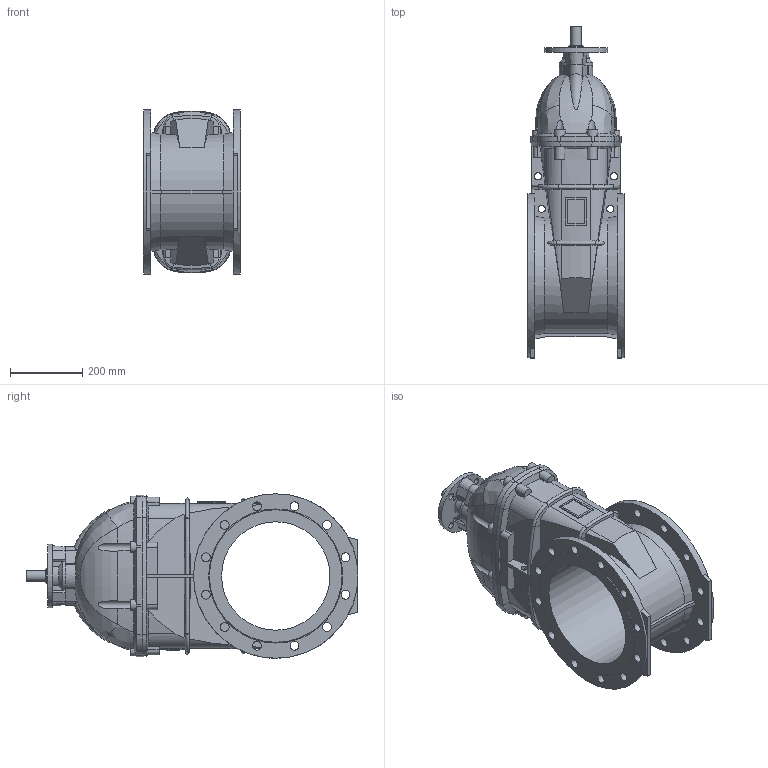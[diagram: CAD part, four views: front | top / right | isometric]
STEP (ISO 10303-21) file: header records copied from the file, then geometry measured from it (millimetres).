
FILE_DESCRIPTION (( 'STEP AP203' ), '1' );
FILE_NAME ('O_15_42_DN300_00_step.STEP', '2015-05-21T02:09:08', ( '' ), ( '' ), 'SwSTEP 2.0', 'SolidWorks 2012', '' );
FILE_SCHEMA (( 'CONFIG_CONTROL_DESIGN' ));
Length unit declared in the file: millimetre
Products named in the file (1): O_15_42_DN300_00_step
Bounding box: 270 x 918.5 x 455 mm (x, y, z)
Volume: 36935069.3 mm3; surface area: 1568998.7 mm2
Topology: 1 solids, 1 shells, 444 faces, 1234 edges, 800 vertices
Faces by surface type: plane 144, cylinder 122, cone 94, bspline 62, torus 22
Full cylindrical faces by diameter (mm): 12 x4, 18 x4, 20 x4, 24.5 x24, 30 x1, 40 x1, 175 x1, 300 x1, 455 x2
Entity records: 18096 total; most frequent: CARTESIAN_POINT 7818, ORIENTED_EDGE 2308, DIRECTION 1800, EDGE_CURVE 1154, VERTEX_POINT 766, AXIS2_PLACEMENT_3D 755, EDGE_LOOP 572, FACE_OUTER_BOUND 486
